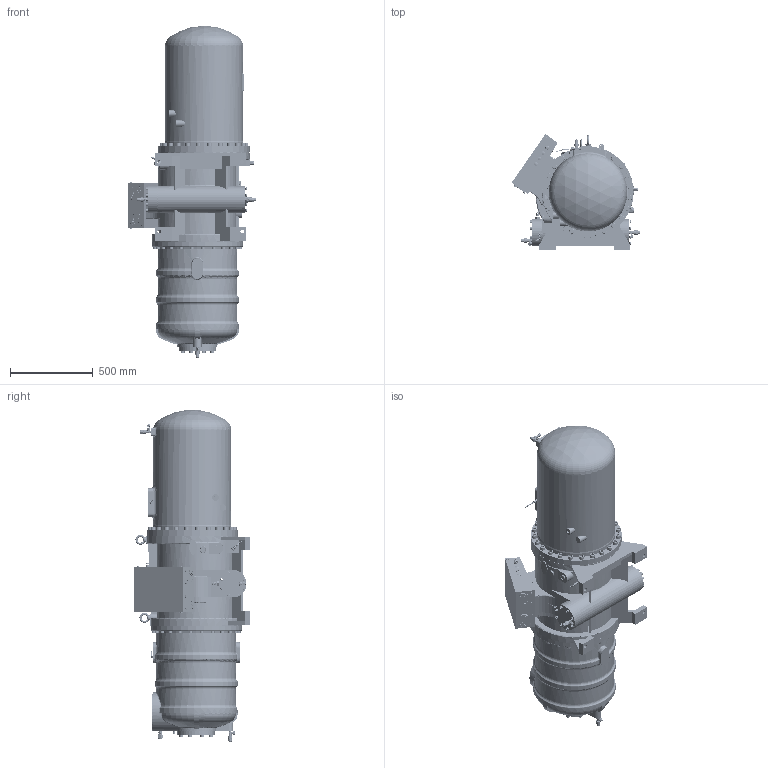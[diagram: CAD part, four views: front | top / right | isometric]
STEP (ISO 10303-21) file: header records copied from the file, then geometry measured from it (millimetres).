
FILE_DESCRIPTION(/* description */ ('STEP AP203'),/* implementation_level */ '2;1');
FILE_NAME(/* name */ 'RC2-790B outline.STEP',/* time_stamp */ '2017-06-28T11:12:58-04:00',/* author */ ('Ian L Mitchell'),/* organization */ (''),/* preprocessor_version */ 'ST-DEVELOPER v16.5',/* originating_system */ 'Autodesk Inventor 2017',/* authorisation */ '');
FILE_SCHEMA (('AUTOMOTIVE_DESIGN { 1 0 10303 214 3 1 1 }'));
Length unit declared in the file: centimetre
Products named in the file (1): RC2-790B outline
Bounding box: 776.94 x 700.22 x 2002.16 mm (x, y, z)
Surface area: 6380617.6 mm2 (no closed solid volume)
Topology: 0 solids, 357 shells, 2508 faces, 9522 edges, 7202 vertices
Faces by surface type: plane 1451, cylinder 611, torus 213, bspline 131, cone 77, sphere 25
Full cylindrical faces by diameter (mm): 2 x3, 3 x3, 3.3 x2, 4 x1, 4.5 x1, 5 x1, 6.5 x4, 7 x11, 8.5 x1, 10 x2, 11 x7, 11.8 x1, 12 x2, 13 x1, 13.157 x2, 13.7 x2, 14 x11, 14.88 x4, 15 x2, 16 x7, 16.662 x1, 17 x4, 17.5 x8, 18 x33, 19.2 x2, 20 x4, 20.2 x1, 20.5 x2, 20.955 x9, 21.5 x1
Entity records: 138653 total; most frequent: CARTESIAN_POINT 61378, DIRECTION 15856, ORIENTED_EDGE 12961, EDGE_CURVE 8976, VERTEX_POINT 7122, AXIS2_PLACEMENT_3D 5486, LINE 4884, VECTOR 4884
